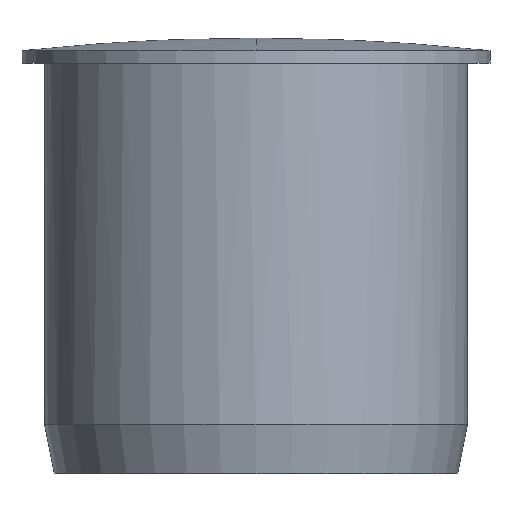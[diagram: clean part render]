
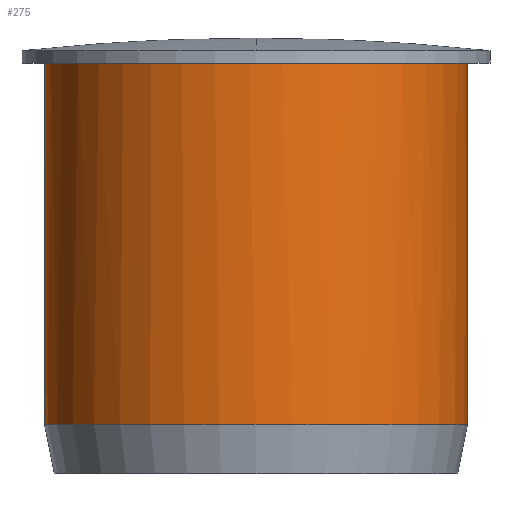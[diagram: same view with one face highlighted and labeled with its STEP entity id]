
A CAD part, front view. The second image highlights one B-rep face of the part: STEP entity #275.
In plain terms, the highlighted cylindrical face has radius 8.5 mm (diameter 17 mm), a partial arc.
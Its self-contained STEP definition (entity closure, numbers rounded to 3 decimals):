
#248=AXIS2_PLACEMENT_3D('Cylinder Axis2P3D',#245,#246,#247) ;
#259=AXIS2_PLACEMENT_3D('Circle Axis2P3D',#257,#258,$) ;
#124=CARTESIAN_POINT('Control Point',(17.9,9.4,16.5)) ;
#125=CARTESIAN_POINT('Control Point',(17.9,8.543,16.5)) ;
#126=CARTESIAN_POINT('Control Point',(17.792,7.686,16.5)) ;
#127=CARTESIAN_POINT('Control Point',(17.576,6.847,16.5)) ;
#128=CARTESIAN_POINT('Control Point',(16.937,5.242,16.5)) ;
#129=CARTESIAN_POINT('Control Point',(15.92,3.846,16.5)) ;
#130=CARTESIAN_POINT('Control Point',(15.326,3.216,16.5)) ;
#131=CARTESIAN_POINT('Control Point',(13.991,2.119,16.5)) ;
#132=CARTESIAN_POINT('Control Point',(12.427,1.387,16.5)) ;
#133=CARTESIAN_POINT('Control Point',(11.602,1.123,16.5)) ;
#134=CARTESIAN_POINT('Control Point',(9.903,0.807,16.5)) ;
#135=CARTESIAN_POINT('Control Point',(8.18,0.922,16.5)) ;
#136=CARTESIAN_POINT('Control Point',(7.33,1.089,16.5)) ;
#137=CARTESIAN_POINT('Control Point',(5.69,1.632,16.5)) ;
#138=CARTESIAN_POINT('Control Point',(4.237,2.566,16.5)) ;
#139=CARTESIAN_POINT('Control Point',(3.573,3.123,16.5)) ;
#140=CARTESIAN_POINT('Control Point',(2.4,4.391,16.5)) ;
#141=CARTESIAN_POINT('Control Point',(1.578,5.91,16.5)) ;
#142=CARTESIAN_POINT('Control Point',(1.265,6.718,16.5)) ;
#143=CARTESIAN_POINT('Control Point',(1.01,7.751,16.5)) ;
#144=CARTESIAN_POINT('Control Point',(0.917,8.803,16.5)) ;
#145=CARTESIAN_POINT('Control Point',(0.906,9.002,16.5)) ;
#146=CARTESIAN_POINT('Control Point',(0.9,9.201,16.5)) ;
#147=CARTESIAN_POINT('Control Point',(0.9,9.4,16.5)) ;
#148=CARTESIAN_POINT('Vertex',(17.9,9.4,16.5)) ;
#150=CARTESIAN_POINT('Vertex',(0.9,9.4,16.5)) ;
#245=CARTESIAN_POINT('Axis2P3D Location',(9.4,9.4,16.5)) ;
#250=CARTESIAN_POINT('Line Origine',(0.9,9.4,16.5)) ;
#254=CARTESIAN_POINT('Vertex',(0.9,9.4,2.)) ;
#257=CARTESIAN_POINT('Axis2P3D Location',(9.4,9.4,2.)) ;
#261=CARTESIAN_POINT('Vertex',(17.9,9.4,2.)) ;
#264=CARTESIAN_POINT('Line Origine',(17.9,9.4,16.5)) ;
#246=DIRECTION('Axis2P3D Direction',(0.,0.,-1.)) ;
#247=DIRECTION('Axis2P3D XDirection',(-1.,0.,-0.)) ;
#251=DIRECTION('Vector Direction',(0.,0.,-1.)) ;
#258=DIRECTION('Axis2P3D Direction',(0.,0.,-1.)) ;
#265=DIRECTION('Vector Direction',(0.,0.,-1.)) ;
#252=VECTOR('Line Direction',#251,1.) ;
#266=VECTOR('Line Direction',#265,1.) ;
#270=ORIENTED_EDGE('',*,*,#256,.F.) ;
#271=ORIENTED_EDGE('',*,*,#263,.T.) ;
#272=ORIENTED_EDGE('',*,*,#268,.F.) ;
#273=ORIENTED_EDGE('',*,*,#152,.T.) ;
#275=ADVANCED_FACE('CABTITE BP 17MM PA',(#274),#249,.T.) ;
#123=B_SPLINE_CURVE_WITH_KNOTS('',5,(#124,#125,#126,#127,#128,#129,#130,#131,#132,#133,#134,#135,#136,#137,#138,#139,#140,#141,#142,#143,#144,#145,#146,#147),.UNSPECIFIED.,.F.,.U.,(6,3,3,3,3,3,3,6),(0.,6.075,12.15,18.225,24.3,30.375,36.45,37.859),.UNSPECIFIED.) ;
#260=CIRCLE('generated circle',#259,8.5) ;
#249=CYLINDRICAL_SURFACE('generated cylinder',#248,8.5) ;
#152=EDGE_CURVE('',#149,#151,#123,.T.) ;
#256=EDGE_CURVE('',#255,#151,#253,.F.) ;
#263=EDGE_CURVE('',#255,#262,#260,.F.) ;
#268=EDGE_CURVE('',#149,#262,#267,.T.) ;
#269=EDGE_LOOP('',(#270,#271,#272,#273)) ;
#274=FACE_OUTER_BOUND('',#269,.T.) ;
#253=LINE('Line',#250,#252) ;
#267=LINE('Line',#264,#266) ;
#149=VERTEX_POINT('',#148) ;
#151=VERTEX_POINT('',#150) ;
#255=VERTEX_POINT('',#254) ;
#262=VERTEX_POINT('',#261) ;
